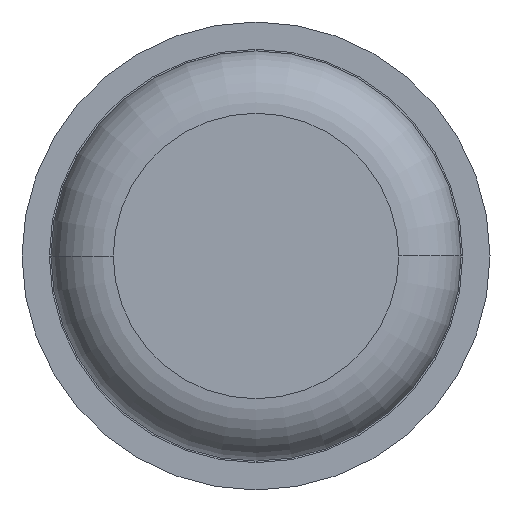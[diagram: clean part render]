
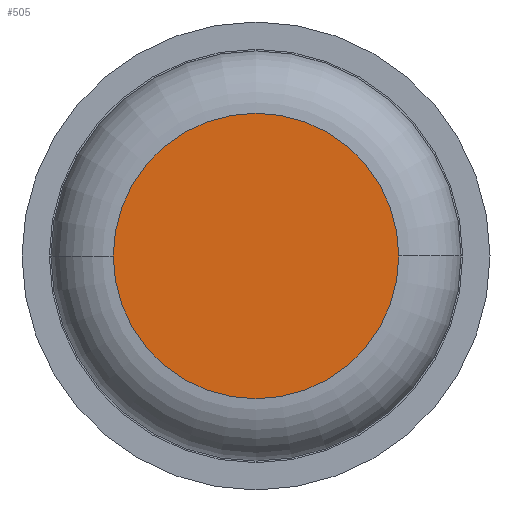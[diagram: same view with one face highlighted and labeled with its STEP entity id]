
A CAD part, front view. The second image highlights one B-rep face of the part: STEP entity #505.
In plain terms, the highlighted planar face has unit normal (0, -1, 0).
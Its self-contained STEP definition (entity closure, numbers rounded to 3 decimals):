
#505 = ADVANCED_FACE ( 'Defeature ausgef�hrt1_6', ( #4105 ), #756, .F. ) ;
#653 = CIRCLE ( 'NONE', #2585, 0.915 ) ;
#756 = PLANE ( 'NONE',  #2212 ) ;
#1412 = CIRCLE ( 'NONE', #1718, 0.915 ) ;
#1703 = EDGE_LOOP ( 'NONE', ( #2202, #4365 ) ) ;
#1718 = AXIS2_PLACEMENT_3D ( 'NONE', #2328, #2022, #2659 ) ;
#1760 = CARTESIAN_POINT ( 'NONE',  ( -0.915, 0., 0. ) ) ;
#1930 = VERTEX_POINT ( 'NONE', #2482 ) ;
#2022 = DIRECTION ( 'NONE',  ( 0., -1., 0. ) ) ;
#2202 = ORIENTED_EDGE ( 'NONE', *, *, #3942, .T. ) ;
#2212 = AXIS2_PLACEMENT_3D ( 'NONE', #4177, #2495, #3523 ) ;
#2328 = CARTESIAN_POINT ( 'NONE',  ( 0., 0., 0. ) ) ;
#2482 = CARTESIAN_POINT ( 'NONE',  ( 0.915, 0., 0. ) ) ;
#2495 = DIRECTION ( 'NONE',  ( 0., 1., 0. ) ) ;
#2585 = AXIS2_PLACEMENT_3D ( 'NONE', #2802, #2695, #3015 ) ;
#2659 = DIRECTION ( 'NONE',  ( -1., 0., 0. ) ) ;
#2695 = DIRECTION ( 'NONE',  ( 0., -1., 0. ) ) ;
#2696 = EDGE_CURVE ( 'Defeature ausgef�hrt1_6+Defeature ausgef�hrt1_7+Defeature ausgef�hrt1_7+Defeature ausgef�hrt1_7', #1930, #4360, #1412, .T. ) ;
#2802 = CARTESIAN_POINT ( 'NONE',  ( 0., 0., 0. ) ) ;
#3015 = DIRECTION ( 'NONE',  ( -1., 0., 0. ) ) ;
#3523 = DIRECTION ( 'NONE',  ( -1., 0., 0. ) ) ;
#3942 = EDGE_CURVE ( 'Defeature ausgef�hrt1_6+Defeature ausgef�hrt1_7+Defeature ausgef�hrt1_7+Defeature ausgef�hrt1_7', #4360, #1930, #653, .T. ) ;
#4105 = FACE_OUTER_BOUND ( 'NONE', #1703, .T. ) ;
#4177 = CARTESIAN_POINT ( 'NONE',  ( 0., 0., 0. ) ) ;
#4360 = VERTEX_POINT ( 'NONE', #1760 ) ;
#4365 = ORIENTED_EDGE ( 'NONE', *, *, #2696, .T. ) ;
